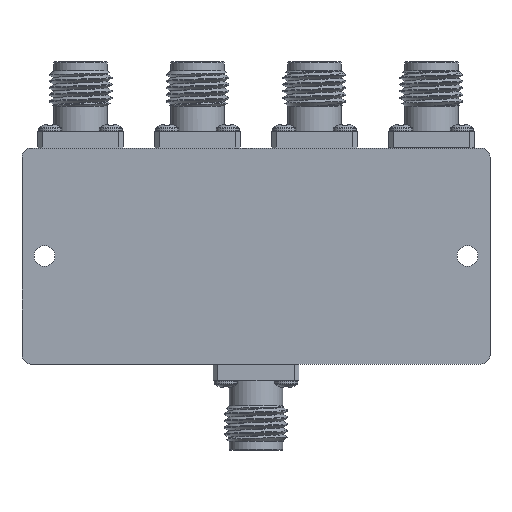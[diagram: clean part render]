
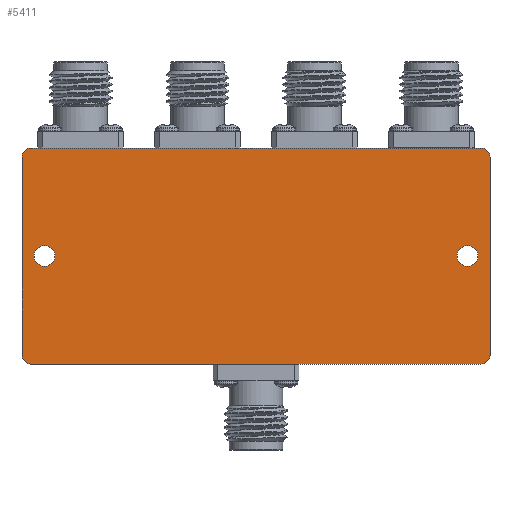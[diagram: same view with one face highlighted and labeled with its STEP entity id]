
A CAD part, front view. The second image highlights one B-rep face of the part: STEP entity #5411.
In plain terms, the highlighted planar face has unit normal (0, -1, 0).
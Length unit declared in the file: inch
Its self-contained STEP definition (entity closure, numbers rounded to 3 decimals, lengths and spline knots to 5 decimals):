
#531 = LINE ( 'NONE', #13759, #18408 ) ;
#626 = ORIENTED_EDGE ( 'NONE', *, *, #27404, .F. ) ;
#885 = CARTESIAN_POINT ( 'NONE',  ( 0.98425, -0.19685, 0.47244 ) ) ;
#1398 = ORIENTED_EDGE ( 'NONE', *, *, #14544, .F. ) ;
#1737 = LINE ( 'NONE', #14527, #17911 ) ;
#2272 = CARTESIAN_POINT ( 'NONE',  ( -0.98425, -0.19685, -0.43307 ) ) ;
#2707 = CARTESIAN_POINT ( 'NONE',  ( -0.98425, -0.19685, -0.47244 ) ) ;
#2726 = CARTESIAN_POINT ( 'NONE',  ( -1.02362, -0.19685, 0.43307 ) ) ;
#3833 = VERTEX_POINT ( 'NONE', #16411 ) ;
#4738 = DIRECTION ( 'NONE',  ( 0., 1., 0. ) ) ;
#5411 = ADVANCED_FACE ( 'NONE', ( #15267, #28303, #15463 ), #28920, .T. ) ;
#5689 = CARTESIAN_POINT ( 'NONE',  ( -0.9252, -0.19685, 0.04528 ) ) ;
#5982 = VERTEX_POINT ( 'NONE', #20056 ) ;
#6650 = DIRECTION ( 'NONE',  ( 1., 0., 0. ) ) ;
#7150 = AXIS2_PLACEMENT_3D ( 'NONE', #15237, #38228, #8515 ) ;
#7364 = CARTESIAN_POINT ( 'NONE',  ( -0.98425, -0.19685, -0.47244 ) ) ;
#8297 = EDGE_CURVE ( 'NONE', #5982, #41023, #1737, .T. ) ;
#8515 = DIRECTION ( 'NONE',  ( 0., 0., -1. ) ) ;
#8932 = ORIENTED_EDGE ( 'NONE', *, *, #13710, .F. ) ;
#9016 = ORIENTED_EDGE ( 'NONE', *, *, #34794, .T. ) ;
#9682 = DIRECTION ( 'NONE',  ( 0., 1., 0. ) ) ;
#9700 = ORIENTED_EDGE ( 'NONE', *, *, #31429, .F. ) ;
#9709 = EDGE_CURVE ( 'NONE', #37997, #34422, #27653, .T. ) ;
#9889 = VECTOR ( 'NONE', #6650, 39.37008 ) ;
#9900 = AXIS2_PLACEMENT_3D ( 'NONE', #32577, #31375, #14881 ) ;
#10043 = ORIENTED_EDGE ( 'NONE', *, *, #23066, .T. ) ;
#10100 = DIRECTION ( 'NONE',  ( 0., 0., -1. ) ) ;
#10304 = AXIS2_PLACEMENT_3D ( 'NONE', #11592, #28715, #25030 ) ;
#11095 = CARTESIAN_POINT ( 'NONE',  ( 1.02362, -0.19685, -0.43307 ) ) ;
#11592 = CARTESIAN_POINT ( 'NONE',  ( -0.98425, -0.19685, 0.43307 ) ) ;
#11836 = DIRECTION ( 'NONE',  ( 0., 1., 0. ) ) ;
#12075 = VERTEX_POINT ( 'NONE', #5689 ) ;
#13138 = LINE ( 'NONE', #23336, #9889 ) ;
#13710 = EDGE_CURVE ( 'NONE', #15349, #37997, #13138, .T. ) ;
#13759 = CARTESIAN_POINT ( 'NONE',  ( 1.02362, -0.19685, 0.43307 ) ) ;
#14090 = CIRCLE ( 'NONE', #19630, 0.03937 ) ;
#14443 = CARTESIAN_POINT ( 'NONE',  ( -0.98425, -0.19685, 0.47244 ) ) ;
#14527 = CARTESIAN_POINT ( 'NONE',  ( -1.02362, -0.19685, 0.43307 ) ) ;
#14544 = EDGE_CURVE ( 'NONE', #41023, #15349, #23084, .T. ) ;
#14881 = DIRECTION ( 'NONE',  ( 0., 0., 1. ) ) ;
#15237 = CARTESIAN_POINT ( 'NONE',  ( -0.98425, -0.19685, 0.43307 ) ) ;
#15267 = FACE_BOUND ( 'NONE', #34035, .T. ) ;
#15349 = VERTEX_POINT ( 'NONE', #14443 ) ;
#15463 = FACE_BOUND ( 'NONE', #39255, .T. ) ;
#15628 = CIRCLE ( 'NONE', #42654, 0.04528 ) ;
#15862 = CARTESIAN_POINT ( 'NONE',  ( 0.98425, -0.19685, -0.47244 ) ) ;
#15934 = ORIENTED_EDGE ( 'NONE', *, *, #25729, .F. ) ;
#16173 = VECTOR ( 'NONE', #35686, 39.37008 ) ;
#16411 = CARTESIAN_POINT ( 'NONE',  ( -0.9252, -0.19685, -0.04528 ) ) ;
#17015 = VERTEX_POINT ( 'NONE', #11095 ) ;
#17515 = CIRCLE ( 'NONE', #9900, 0.04528 ) ;
#17796 = ORIENTED_EDGE ( 'NONE', *, *, #9709, .F. ) ;
#17911 = VECTOR ( 'NONE', #24727, 39.37008 ) ;
#18408 = VECTOR ( 'NONE', #36968, 39.37008 ) ;
#18512 = EDGE_CURVE ( 'NONE', #17015, #29762, #19044, .T. ) ;
#19044 = CIRCLE ( 'NONE', #26689, 0.03937 ) ;
#19076 = CIRCLE ( 'NONE', #25357, 0.04528 ) ;
#19328 = DIRECTION ( 'NONE',  ( 0., 1., 0. ) ) ;
#19630 = AXIS2_PLACEMENT_3D ( 'NONE', #2272, #11836, #38292 ) ;
#19666 = VERTEX_POINT ( 'NONE', #20573 ) ;
#19885 = DIRECTION ( 'NONE',  ( 0., 0., 1. ) ) ;
#20014 = AXIS2_PLACEMENT_3D ( 'NONE', #39399, #30735, #19885 ) ;
#20056 = CARTESIAN_POINT ( 'NONE',  ( -1.02362, -0.19685, -0.43307 ) ) ;
#20538 = CIRCLE ( 'NONE', #38563, 0.04528 ) ;
#20573 = CARTESIAN_POINT ( 'NONE',  ( 0.9252, -0.19685, -0.04528 ) ) ;
#22587 = DIRECTION ( 'NONE',  ( 0., 0., 1. ) ) ;
#22652 = CARTESIAN_POINT ( 'NONE',  ( 0.9252, -0.19685, 0.04528 ) ) ;
#22910 = CARTESIAN_POINT ( 'NONE',  ( -0.9252, -0.19685, 0. ) ) ;
#23065 = CARTESIAN_POINT ( 'NONE',  ( 1.02362, -0.19685, 0.43307 ) ) ;
#23066 = EDGE_CURVE ( 'NONE', #3833, #12075, #19076, .T. ) ;
#23084 = CIRCLE ( 'NONE', #7150, 0.03937 ) ;
#23336 = CARTESIAN_POINT ( 'NONE',  ( -0.98425, -0.19685, 0.47244 ) ) ;
#24727 = DIRECTION ( 'NONE',  ( 0., 0., 1. ) ) ;
#24981 = ORIENTED_EDGE ( 'NONE', *, *, #18512, .F. ) ;
#25030 = DIRECTION ( 'NONE',  ( 0., 0., -1. ) ) ;
#25099 = VERTEX_POINT ( 'NONE', #7364 ) ;
#25104 = DIRECTION ( 'NONE',  ( 0., 0., 1. ) ) ;
#25357 = AXIS2_PLACEMENT_3D ( 'NONE', #37690, #4738, #25104 ) ;
#25729 = EDGE_CURVE ( 'NONE', #25099, #5982, #14090, .T. ) ;
#26689 = AXIS2_PLACEMENT_3D ( 'NONE', #28981, #36123, #10100 ) ;
#27404 = EDGE_CURVE ( 'NONE', #29762, #25099, #38302, .T. ) ;
#27653 = CIRCLE ( 'NONE', #20014, 0.03937 ) ;
#28303 = FACE_OUTER_BOUND ( 'NONE', #31706, .T. ) ;
#28715 = DIRECTION ( 'NONE',  ( 0., -1., 0. ) ) ;
#28920 = PLANE ( 'NONE',  #10304 ) ;
#28981 = CARTESIAN_POINT ( 'NONE',  ( 0.98425, -0.19685, -0.43307 ) ) ;
#29762 = VERTEX_POINT ( 'NONE', #15862 ) ;
#30735 = DIRECTION ( 'NONE',  ( 0., 1., 0. ) ) ;
#31375 = DIRECTION ( 'NONE',  ( 0., 1., 0. ) ) ;
#31429 = EDGE_CURVE ( 'NONE', #34422, #17015, #531, .T. ) ;
#31706 = EDGE_LOOP ( 'NONE', ( #1398, #35945, #15934, #626, #24981, #9700, #17796, #8932 ) ) ;
#32577 = CARTESIAN_POINT ( 'NONE',  ( 0.9252, -0.19685, 0. ) ) ;
#33412 = CARTESIAN_POINT ( 'NONE',  ( 0.9252, -0.19685, 0. ) ) ;
#34035 = EDGE_LOOP ( 'NONE', ( #10043, #42462 ) ) ;
#34422 = VERTEX_POINT ( 'NONE', #23065 ) ;
#34794 = EDGE_CURVE ( 'NONE', #36010, #19666, #15628, .T. ) ;
#35611 = EDGE_CURVE ( 'NONE', #12075, #3833, #20538, .T. ) ;
#35686 = DIRECTION ( 'NONE',  ( -1., 0., 0. ) ) ;
#35945 = ORIENTED_EDGE ( 'NONE', *, *, #8297, .F. ) ;
#36010 = VERTEX_POINT ( 'NONE', #22652 ) ;
#36123 = DIRECTION ( 'NONE',  ( 0., 1., 0. ) ) ;
#36968 = DIRECTION ( 'NONE',  ( 0., 0., -1. ) ) ;
#37690 = CARTESIAN_POINT ( 'NONE',  ( -0.9252, -0.19685, 0. ) ) ;
#37997 = VERTEX_POINT ( 'NONE', #885 ) ;
#38228 = DIRECTION ( 'NONE',  ( 0., 1., 0. ) ) ;
#38292 = DIRECTION ( 'NONE',  ( 0., 0., -1. ) ) ;
#38302 = LINE ( 'NONE', #2707, #16173 ) ;
#38563 = AXIS2_PLACEMENT_3D ( 'NONE', #22910, #9682, #42410 ) ;
#39071 = EDGE_CURVE ( 'NONE', #19666, #36010, #17515, .T. ) ;
#39255 = EDGE_LOOP ( 'NONE', ( #42909, #9016 ) ) ;
#39399 = CARTESIAN_POINT ( 'NONE',  ( 0.98425, -0.19685, 0.43307 ) ) ;
#41023 = VERTEX_POINT ( 'NONE', #2726 ) ;
#42410 = DIRECTION ( 'NONE',  ( 0., 0., 1. ) ) ;
#42462 = ORIENTED_EDGE ( 'NONE', *, *, #35611, .T. ) ;
#42654 = AXIS2_PLACEMENT_3D ( 'NONE', #33412, #19328, #22587 ) ;
#42909 = ORIENTED_EDGE ( 'NONE', *, *, #39071, .T. ) ;
